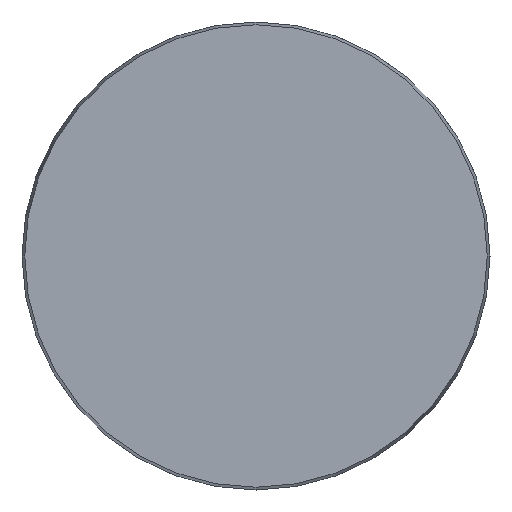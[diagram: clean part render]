
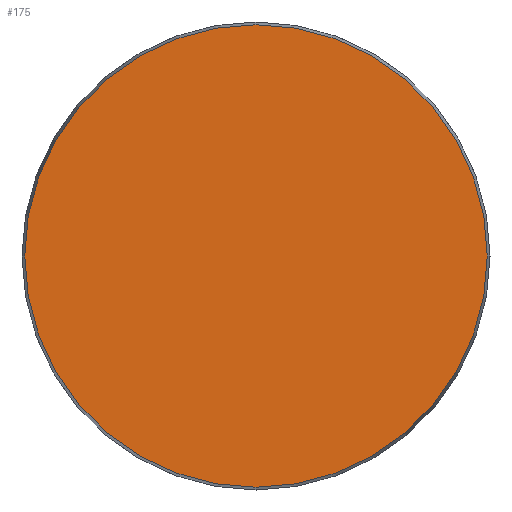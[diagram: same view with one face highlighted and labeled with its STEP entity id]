
A CAD part, front view. The second image highlights one B-rep face of the part: STEP entity #175.
In plain terms, the highlighted planar face has unit normal (0, -1, 0).
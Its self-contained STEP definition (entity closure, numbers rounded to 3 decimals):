
#21 = DIRECTION ( 'NONE',  ( 0., 1., 0. ) ) ;
#47 = ORIENTED_EDGE ( 'NONE', *, *, #293, .T. ) ;
#107 = AXIS2_PLACEMENT_3D ( 'NONE', #338, #21, #120 ) ;
#120 = DIRECTION ( 'NONE',  ( 0., 0., 1. ) ) ;
#130 = AXIS2_PLACEMENT_3D ( 'NONE', #283, #486, #242 ) ;
#175 = ADVANCED_FACE ( 'NONE', ( #184 ), #310, .F. ) ;
#184 = FACE_OUTER_BOUND ( 'NONE', #403, .T. ) ;
#230 = CIRCLE ( 'NONE', #130, 48.425 ) ;
#242 = DIRECTION ( 'NONE',  ( 0., 0., -1. ) ) ;
#283 = CARTESIAN_POINT ( 'NONE',  ( 0., 0., 0. ) ) ;
#293 = EDGE_CURVE ( 'NONE', #295, #295, #230, .T. ) ;
#295 = VERTEX_POINT ( 'NONE', #450 ) ;
#310 = PLANE ( 'NONE',  #107 ) ;
#338 = CARTESIAN_POINT ( 'NONE',  ( -48.425, 0., 0. ) ) ;
#403 = EDGE_LOOP ( 'NONE', ( #47 ) ) ;
#450 = CARTESIAN_POINT ( 'NONE',  ( 0., 0., -48.425 ) ) ;
#486 = DIRECTION ( 'NONE',  ( 0., -1., 0. ) ) ;
